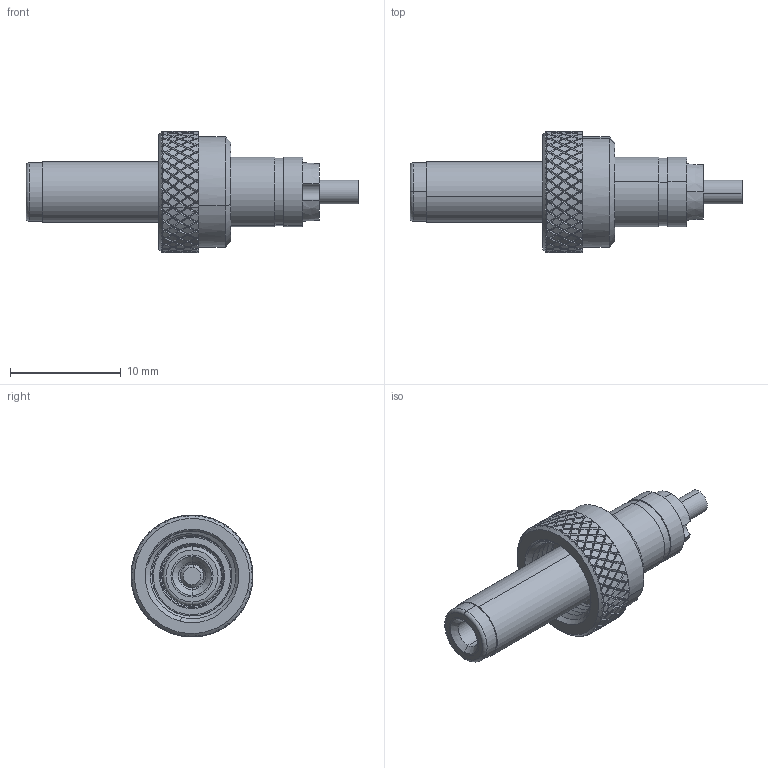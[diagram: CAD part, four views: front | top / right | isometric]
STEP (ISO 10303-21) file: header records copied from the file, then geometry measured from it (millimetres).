
FILE_DESCRIPTION (( 'STEP AP203' ), '1' );
FILE_NAME ('50-00104_revA2.STEP', '2020-09-24T18:28:56', ( '' ), ( '' ), 'SwSTEP 2.0', 'SolidWorks 2015', '' );
FILE_SCHEMA (( 'CONFIG_CONTROL_DESIGN' ));
Length unit declared in the file: millimetre
Products named in the file (7): 50-00104 insulator; 50-00104 shell; 50-00104 barrel; 50-00104 shell 2; 50-00104_revA2; 50-00104 ring; 50-00104 pin
Assembly tree (6 placements, depth 2):
  50-00104_revA2
    50-00104 barrel
    50-00104 insulator
    50-00104 pin
    50-00104 ring
    50-00104 shell 2
    50-00104 shell
Bounding box: 30 x 11 x 11 mm (x, y, z)
Volume: 943 mm3; surface area: 2800.3 mm2
Topology: 6 solids, 6 shells, 1283 faces, 3266 edges, 2005 vertices
Faces by surface type: bspline 652, cylinder 313, plane 280, cone 32, torus 6
Entity records: 73968 total; most frequent: CARTESIAN_POINT 49522, ORIENTED_EDGE 6528, EDGE_CURVE 3264, B_SPLINE_CURVE_WITH_KNOTS 2595, DIRECTION 2167, VERTEX_POINT 2005, EDGE_LOOP 1305, ADVANCED_FACE 1283
